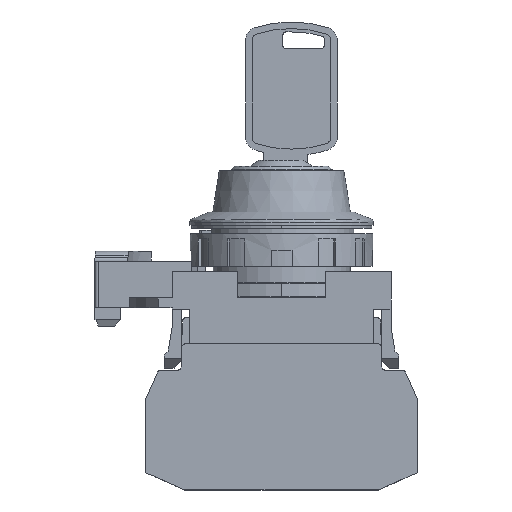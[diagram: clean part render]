
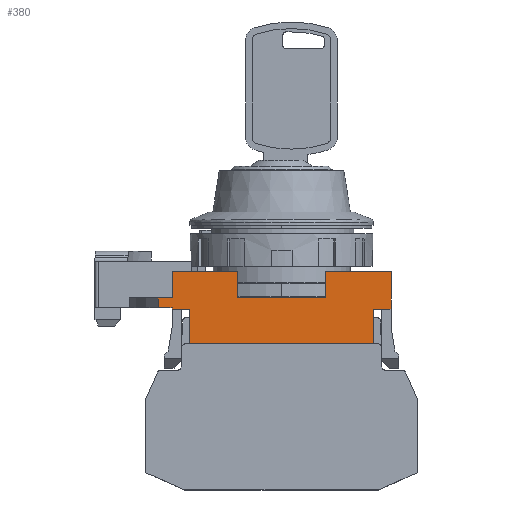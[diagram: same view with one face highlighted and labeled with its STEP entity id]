
A CAD part, left-side view. The second image highlights one B-rep face of the part: STEP entity #380.
In plain terms, the highlighted planar face has unit normal (-1, 0, 0).
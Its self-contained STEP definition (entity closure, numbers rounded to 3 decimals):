
#201 = CARTESIAN_POINT ( 'NONE',  ( -14.9, 0., 0. ) ) ;
#284 = VERTEX_POINT ( 'NONE', #7336 ) ;
#380 = ADVANCED_FACE ( 'NONE', ( #6397 ), #12452, .F. ) ;
#488 = EDGE_CURVE ( 'NONE', #10549, #18796, #6792, .T. ) ;
#959 = CARTESIAN_POINT ( 'NONE',  ( -14.9, 14., 0. ) ) ;
#961 = DIRECTION ( 'NONE',  ( 0., 1., 0. ) ) ;
#1167 = ORIENTED_EDGE ( 'NONE', *, *, #488, .F. ) ;
#1629 = ORIENTED_EDGE ( 'NONE', *, *, #16243, .F. ) ;
#1927 = VECTOR ( 'NONE', #16695, 1000. ) ;
#2041 = LINE ( 'NONE', #8107, #4205 ) ;
#2072 = EDGE_CURVE ( 'NONE', #14613, #11370, #17406, .T. ) ;
#2217 = VECTOR ( 'NONE', #15921, 1000. ) ;
#2580 = CARTESIAN_POINT ( 'NONE',  ( -14.9, 14., 5.3 ) ) ;
#2775 = CARTESIAN_POINT ( 'NONE',  ( -14.9, -6.7, 11. ) ) ;
#2797 = CARTESIAN_POINT ( 'NONE',  ( -14.9, 16.7, 5.3 ) ) ;
#2806 = VECTOR ( 'NONE', #18885, 1000. ) ;
#3030 = EDGE_CURVE ( 'NONE', #18861, #8358, #4613, .T. ) ;
#3108 = CARTESIAN_POINT ( 'NONE',  ( -14.9, -14., 0. ) ) ;
#3147 = LINE ( 'NONE', #9206, #7055 ) ;
#3231 = VERTEX_POINT ( 'NONE', #9949 ) ;
#3652 = EDGE_CURVE ( 'NONE', #11370, #13806, #11304, .T. ) ;
#3692 = EDGE_CURVE ( 'NONE', #10549, #284, #13086, .T. ) ;
#3743 = LINE ( 'NONE', #9800, #15159 ) ;
#3764 = DIRECTION ( 'NONE',  ( 0., 0., -1. ) ) ;
#3822 = LINE ( 'NONE', #9876, #2217 ) ;
#3823 = CARTESIAN_POINT ( 'NONE',  ( -14.9, 1.057, 11. ) ) ;
#4205 = VECTOR ( 'NONE', #14143, 1000. ) ;
#4231 = CARTESIAN_POINT ( 'NONE',  ( -14.9, 1.057, 11. ) ) ;
#4261 = CARTESIAN_POINT ( 'NONE',  ( -14.9, 1.057, 7. ) ) ;
#4420 = CARTESIAN_POINT ( 'NONE',  ( -14.9, 6.7, 7. ) ) ;
#4524 = VECTOR ( 'NONE', #5549, 1000. ) ;
#4572 = ORIENTED_EDGE ( 'NONE', *, *, #7621, .T. ) ;
#4613 = LINE ( 'NONE', #10656, #1927 ) ;
#4915 = DIRECTION ( 'NONE',  ( 1., 0., 0. ) ) ;
#5080 = ORIENTED_EDGE ( 'NONE', *, *, #18594, .F. ) ;
#5382 = VERTEX_POINT ( 'NONE', #12564 ) ;
#5394 = EDGE_CURVE ( 'NONE', #8255, #12778, #2041, .T. ) ;
#5513 = EDGE_CURVE ( 'NONE', #13806, #5382, #8505, .T. ) ;
#5549 = DIRECTION ( 'NONE',  ( 0., 0., -1. ) ) ;
#5550 = ORIENTED_EDGE ( 'NONE', *, *, #14255, .T. ) ;
#5862 = CARTESIAN_POINT ( 'NONE',  ( -14.9, -6.7, 7. ) ) ;
#6070 = LINE ( 'NONE', #12129, #8598 ) ;
#6116 = LINE ( 'NONE', #12169, #8210 ) ;
#6243 = DIRECTION ( 'NONE',  ( 0., -1., 0. ) ) ;
#6260 = VERTEX_POINT ( 'NONE', #11329 ) ;
#6397 = FACE_OUTER_BOUND ( 'NONE', #14879, .T. ) ;
#6453 = VECTOR ( 'NONE', #10316, 1000. ) ;
#6717 = LINE ( 'NONE', #12767, #6925 ) ;
#6792 = LINE ( 'NONE', #12845, #2806 ) ;
#6925 = VECTOR ( 'NONE', #18810, 1000. ) ;
#7055 = VECTOR ( 'NONE', #15248, 1000. ) ;
#7336 = CARTESIAN_POINT ( 'NONE',  ( -14.9, 18.815, 5.5 ) ) ;
#7621 = EDGE_CURVE ( 'NONE', #18861, #8300, #13780, .T. ) ;
#7877 = AXIS2_PLACEMENT_3D ( 'NONE', #18498, #4915, #10965 ) ;
#8107 = CARTESIAN_POINT ( 'NONE',  ( -14.9, 6.7, 5.5 ) ) ;
#8205 = CARTESIAN_POINT ( 'NONE',  ( -14.9, 16.7, 7. ) ) ;
#8210 = VECTOR ( 'NONE', #18212, 1000. ) ;
#8255 = VERTEX_POINT ( 'NONE', #15020 ) ;
#8300 = VERTEX_POINT ( 'NONE', #3108 ) ;
#8358 = VERTEX_POINT ( 'NONE', #2580 ) ;
#8505 = LINE ( 'NONE', #14543, #19408 ) ;
#8598 = VECTOR ( 'NONE', #18173, 1000. ) ;
#9206 = CARTESIAN_POINT ( 'NONE',  ( -14.9, -6.7, 5.5 ) ) ;
#9800 = CARTESIAN_POINT ( 'NONE',  ( -14.9, 16.7, 4. ) ) ;
#9876 = CARTESIAN_POINT ( 'NONE',  ( -14.9, 1.057, 5.5 ) ) ;
#9877 = DIRECTION ( 'NONE',  ( 0., -1., 0. ) ) ;
#9925 = ORIENTED_EDGE ( 'NONE', *, *, #5513, .F. ) ;
#9949 = CARTESIAN_POINT ( 'NONE',  ( -14.9, 16.7, 11. ) ) ;
#10056 = ORIENTED_EDGE ( 'NONE', *, *, #2072, .F. ) ;
#10176 = CARTESIAN_POINT ( 'NONE',  ( -14.9, -16.7, 5.3 ) ) ;
#10285 = DIRECTION ( 'NONE',  ( 0., -1., 0. ) ) ;
#10316 = DIRECTION ( 'NONE',  ( 0., -1., 0. ) ) ;
#10480 = VECTOR ( 'NONE', #9877, 1000. ) ;
#10549 = VERTEX_POINT ( 'NONE', #16620 ) ;
#10656 = CARTESIAN_POINT ( 'NONE',  ( -14.9, 14., 5.5 ) ) ;
#10929 = VECTOR ( 'NONE', #6243, 1000. ) ;
#10965 = DIRECTION ( 'NONE',  ( 0., 1., 0. ) ) ;
#11304 = LINE ( 'NONE', #17345, #11483 ) ;
#11329 = CARTESIAN_POINT ( 'NONE',  ( -14.9, 16.7, 5.5 ) ) ;
#11370 = VERTEX_POINT ( 'NONE', #15380 ) ;
#11483 = VECTOR ( 'NONE', #3764, 1000. ) ;
#11932 = EDGE_CURVE ( 'NONE', #15367, #6260, #3743, .T. ) ;
#12129 = CARTESIAN_POINT ( 'NONE',  ( -14.9, -14., 2.65 ) ) ;
#12169 = CARTESIAN_POINT ( 'NONE',  ( -14.9, 1.057, 5.3 ) ) ;
#12173 = EDGE_CURVE ( 'NONE', #18796, #3231, #6717, .T. ) ;
#12393 = EDGE_CURVE ( 'NONE', #8358, #15367, #6116, .T. ) ;
#12432 = ORIENTED_EDGE ( 'NONE', *, *, #5394, .F. ) ;
#12448 = VECTOR ( 'NONE', #10285, 1000. ) ;
#12452 = PLANE ( 'NONE',  #7877 ) ;
#12564 = CARTESIAN_POINT ( 'NONE',  ( -14.9, -14., 5.3 ) ) ;
#12767 = CARTESIAN_POINT ( 'NONE',  ( -14.9, 16.7, 5.5 ) ) ;
#12778 = VERTEX_POINT ( 'NONE', #4420 ) ;
#12845 = CARTESIAN_POINT ( 'NONE',  ( -14.9, 1.057, 7. ) ) ;
#13086 = LINE ( 'NONE', #19133, #4524 ) ;
#13275 = LINE ( 'NONE', #4261, #6453 ) ;
#13737 = EDGE_CURVE ( 'NONE', #6260, #284, #3822, .T. ) ;
#13780 = LINE ( 'NONE', #201, #10929 ) ;
#13806 = VERTEX_POINT ( 'NONE', #10176 ) ;
#14143 = DIRECTION ( 'NONE',  ( 0., 0., -1. ) ) ;
#14255 = EDGE_CURVE ( 'NONE', #8300, #5382, #6070, .T. ) ;
#14543 = CARTESIAN_POINT ( 'NONE',  ( -14.9, 1.057, 5.3 ) ) ;
#14613 = VERTEX_POINT ( 'NONE', #2775 ) ;
#14879 = EDGE_LOOP ( 'NONE', ( #16294, #10056, #18867, #5080, #12432, #1629, #19518, #1167, #19116, #17428, #17231, #17032, #16839, #4572, #5550, #9925 ) ) ;
#15020 = CARTESIAN_POINT ( 'NONE',  ( -14.9, 6.7, 11. ) ) ;
#15159 = VECTOR ( 'NONE', #15835, 1000. ) ;
#15248 = DIRECTION ( 'NONE',  ( 0., 0., 1. ) ) ;
#15367 = VERTEX_POINT ( 'NONE', #2797 ) ;
#15380 = CARTESIAN_POINT ( 'NONE',  ( -14.9, -16.7, 11. ) ) ;
#15835 = DIRECTION ( 'NONE',  ( 0., 0., 1. ) ) ;
#15910 = EDGE_CURVE ( 'NONE', #17046, #14613, #3147, .T. ) ;
#15921 = DIRECTION ( 'NONE',  ( 0., 1., 0. ) ) ;
#16243 = EDGE_CURVE ( 'NONE', #3231, #8255, #17810, .T. ) ;
#16294 = ORIENTED_EDGE ( 'NONE', *, *, #3652, .F. ) ;
#16620 = CARTESIAN_POINT ( 'NONE',  ( -14.9, 18.815, 7. ) ) ;
#16695 = DIRECTION ( 'NONE',  ( 0., 0., 1. ) ) ;
#16839 = ORIENTED_EDGE ( 'NONE', *, *, #3030, .F. ) ;
#17032 = ORIENTED_EDGE ( 'NONE', *, *, #12393, .F. ) ;
#17046 = VERTEX_POINT ( 'NONE', #5862 ) ;
#17231 = ORIENTED_EDGE ( 'NONE', *, *, #11932, .F. ) ;
#17345 = CARTESIAN_POINT ( 'NONE',  ( -14.9, -16.7, 5.5 ) ) ;
#17406 = LINE ( 'NONE', #3823, #10480 ) ;
#17428 = ORIENTED_EDGE ( 'NONE', *, *, #13737, .F. ) ;
#17810 = LINE ( 'NONE', #4231, #12448 ) ;
#18173 = DIRECTION ( 'NONE',  ( 0., 0., 1. ) ) ;
#18212 = DIRECTION ( 'NONE',  ( 0., 1., 0. ) ) ;
#18498 = CARTESIAN_POINT ( 'NONE',  ( -14.9, -16.7, 0. ) ) ;
#18594 = EDGE_CURVE ( 'NONE', #12778, #17046, #13275, .T. ) ;
#18796 = VERTEX_POINT ( 'NONE', #8205 ) ;
#18810 = DIRECTION ( 'NONE',  ( 0., 0., 1. ) ) ;
#18861 = VERTEX_POINT ( 'NONE', #959 ) ;
#18867 = ORIENTED_EDGE ( 'NONE', *, *, #15910, .F. ) ;
#18885 = DIRECTION ( 'NONE',  ( 0., -1., 0. ) ) ;
#19116 = ORIENTED_EDGE ( 'NONE', *, *, #3692, .T. ) ;
#19133 = CARTESIAN_POINT ( 'NONE',  ( -14.9, 18.815, 6.25 ) ) ;
#19408 = VECTOR ( 'NONE', #961, 1000. ) ;
#19518 = ORIENTED_EDGE ( 'NONE', *, *, #12173, .F. ) ;
